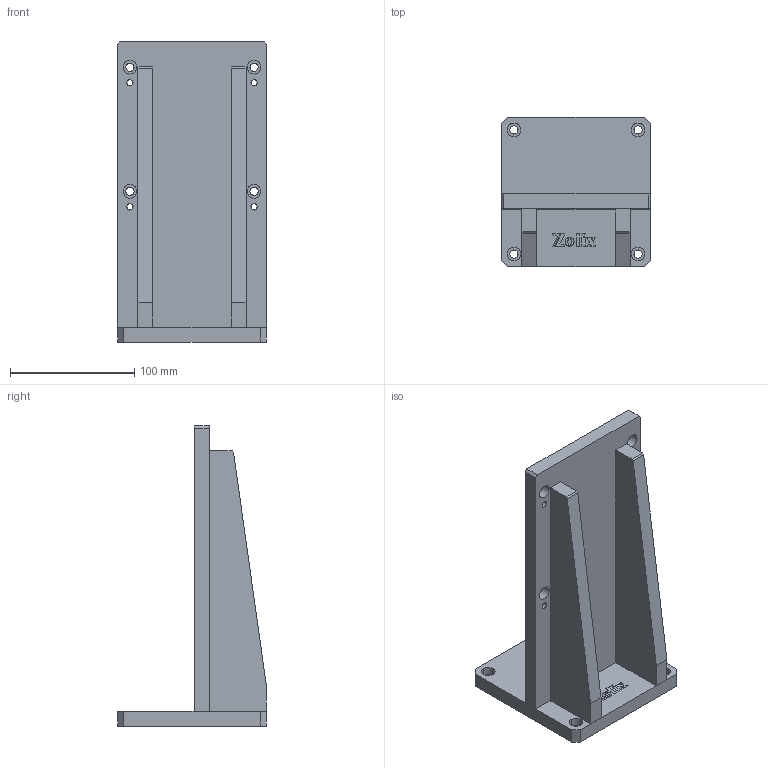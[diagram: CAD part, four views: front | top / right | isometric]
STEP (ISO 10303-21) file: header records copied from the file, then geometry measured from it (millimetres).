
FILE_DESCRIPTION (( 'STEP AP203' ), '1' );
FILE_NAME ('PHOB-A120A.step', '2019-05-08T10:18:49', ( '' ), ( '' ), 'SwSTEP 2.0', 'SolidWorks 2017', '' );
FILE_SCHEMA (( 'CONFIG_CONTROL_DESIGN' ));
Length unit declared in the file: millimetre
Products named in the file (1): PHOB-A120A
Bounding box: 120 x 120 x 242 mm (x, y, z)
Surface area: 137411.4 mm2 (no closed solid volume)
Topology: 0 solids, 25 shells, 326 faces, 1278 edges, 900 vertices
Faces by surface type: plane 190, cylinder 72, torus 32, cone 32
Entity records: 13177 total; most frequent: CARTESIAN_POINT 2473, DIRECTION 2288, ORIENTED_EDGE 1862, EDGE_CURVE 1246, VERTEX_POINT 900, LINE 858, VECTOR 858, AXIS2_PLACEMENT_3D 715
